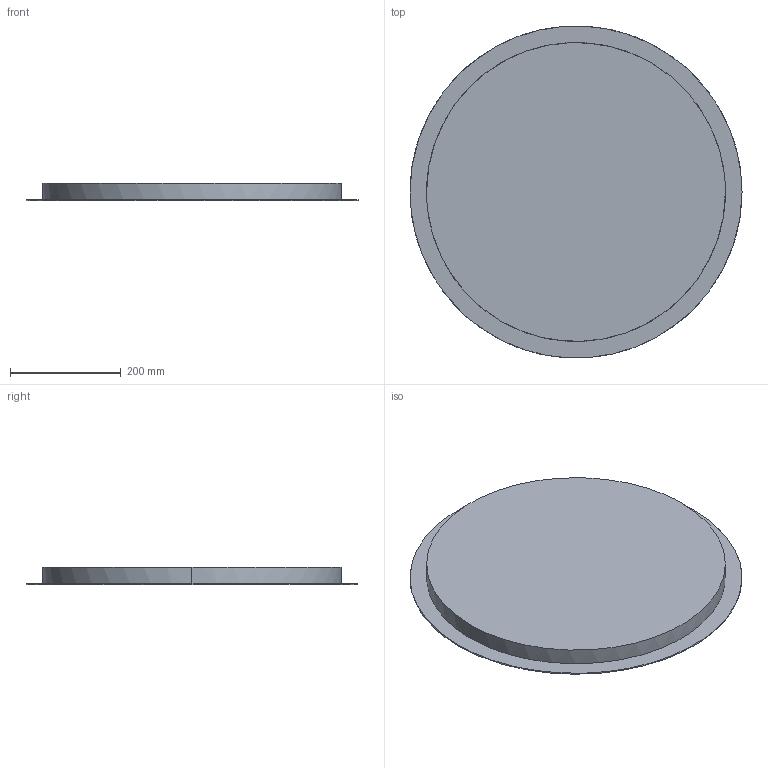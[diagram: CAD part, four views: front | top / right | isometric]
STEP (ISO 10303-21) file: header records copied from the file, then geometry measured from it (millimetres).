
FILE_DESCRIPTION(/* description */ (''),/* implementation_level */ '2;1');
FILE_NAME(/* name */ '1744.M.132_X-Ray',/* time_stamp */ '2022-09-22T15:48:45+02:00',/* author */ (''),/* organization */ (''),/* preprocessor_version */ 'ST-DEVELOPER v16.5',/* originating_system */ '',/* authorisation */ '');
FILE_SCHEMA (('CONFIG_CONTROL_DESIGN'));
Length unit declared in the file: millimetre
Products named in the file (1): Document
Bounding box: 600 x 599.49 x 32 mm (x, y, z)
Surface area: 1586932.5 mm2
Topology: 3 solids, 3 shells, 12 faces, 18 edges, 12 vertices
Faces by surface type: cylinder 6, plane 6
Entity records: 332 total; most frequent: CARTESIAN_POINT 98, ORIENTED_EDGE 36, EDGE_CURVE 18, DIRECTION 16, AXIS2_PLACEMENT_3D 14, ADVANCED_FACE 12, FACE_OUTER_BOUND 12, EDGE_LOOP 12
